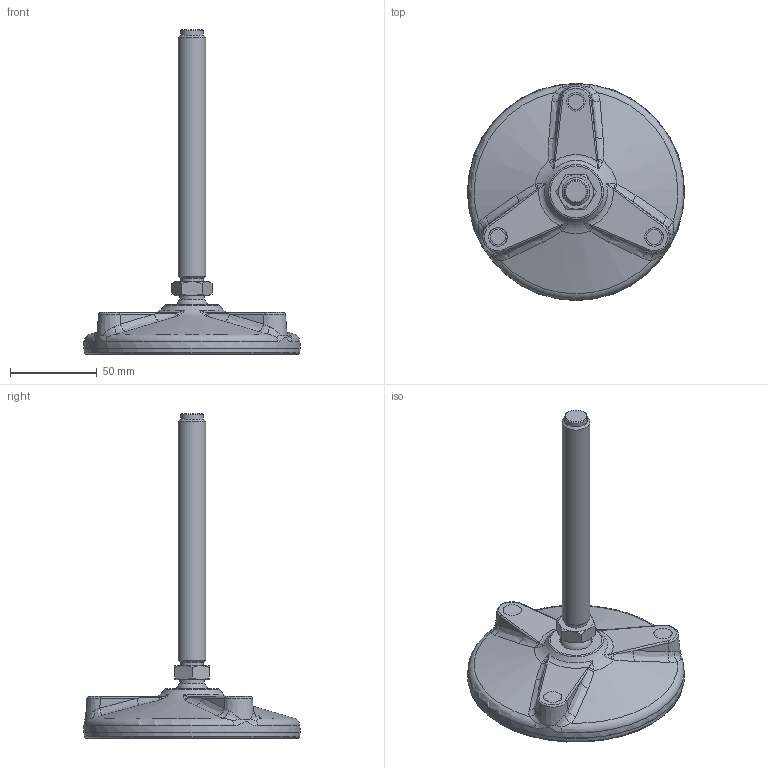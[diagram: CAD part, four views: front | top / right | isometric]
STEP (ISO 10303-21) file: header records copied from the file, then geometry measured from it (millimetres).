
FILE_DESCRIPTION(/* description */ ('AC2F'),/* implementation_level */ '2;1');
FILE_NAME(/* name */ '6323320_PRSTA125',/* time_stamp */ '2018-06-06T14:27:30+02:00',/* author */ ('Zorzan Davide'),/* organization */ ('Gamm Srl.'),/* preprocessor_version */ 'ST-DEVELOPER v16.7',/* originating_system */ 'DEX',/* authorisation */ $);
FILE_SCHEMA (('CONFIG_CONTROL_DESIGN','AP203_CONFIGURATION_CONTROLLED_3D_DESIGN_OF_MECHANICAL_PARTS_AND_ASSEMBLIES_MIM_LF { 1 0 10303 203 3 1 4 }'));
Length unit declared in the file: millimetre
Products named in the file (1): Parte8
Bounding box: 125 x 125 x 186.69 mm (x, y, z)
Volume: 197720.6 mm3; surface area: 73400.1 mm2
Topology: 1 solids, 19 shells, 382 faces, 910 edges, 576 vertices
Faces by surface type: plane 163, cylinder 88, bspline 48, cone 47, torus 28, sphere 8
Full cylindrical faces by diameter (mm): 2 x1, 3.94 x3, 3.98 x3, 7.84 x3, 10.6 x5, 12 x3, 13 x2, 14.304 x1, 14.7 x1, 16 x1, 18.321 x1
Entity records: 14126 total; most frequent: CARTESIAN_POINT 3421, ORIENTED_EDGE 1628, DIRECTION 1612, EDGE_CURVE 814, AXIS2_PLACEMENT_3D 686, VERTEX_POINT 542, EDGE_LOOP 460, FACE_BOUND 460
